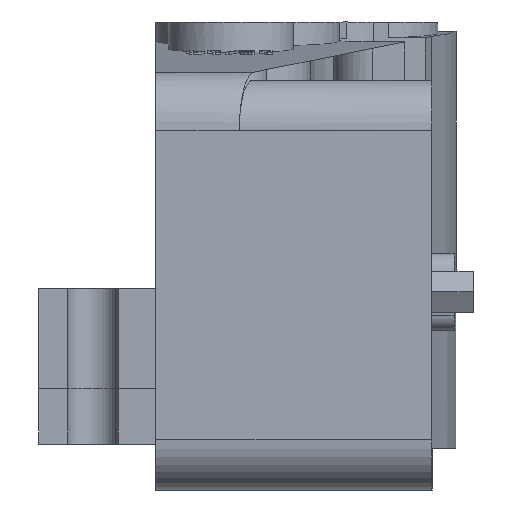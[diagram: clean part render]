
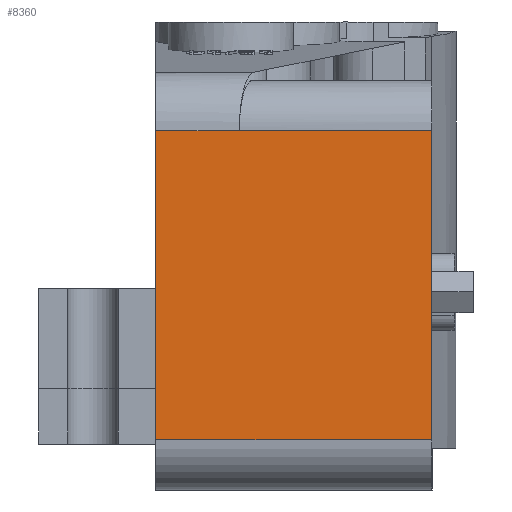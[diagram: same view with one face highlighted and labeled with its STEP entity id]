
A CAD part, left-side view. The second image highlights one B-rep face of the part: STEP entity #8360.
In plain terms, the highlighted planar face has unit normal (-1, 0, 0).
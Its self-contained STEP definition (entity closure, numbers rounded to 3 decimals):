
#6762=CARTESIAN_POINT('',(-133.2,-10.,43.0));
#6763=VERTEX_POINT('',#6762);
#8054=CARTESIAN_POINT('',(-133.2,0.0,6.));
#8055=VERTEX_POINT('',#8054);
#8063=CARTESIAN_POINT('',(-133.2,0.0,43.));
#8064=VERTEX_POINT('',#8063);
#8065=CARTESIAN_POINT('',(-133.2,0.0,6.));
#8066=DIRECTION('',(0.0,0.0,1.0));
#8067=VECTOR('',#8066,37.);
#8068=LINE('',#8065,#8067);
#8069=EDGE_CURVE('',#8055,#8064,#8068,.T.);
#8215=CARTESIAN_POINT('',(-133.2,-33.0,43.));
#8216=VERTEX_POINT('',#8215);
#8217=CARTESIAN_POINT('',(-133.2,-10.,43.));
#8218=DIRECTION('',(0.0,-1.0,0.0));
#8219=VECTOR('',#8218,23.);
#8220=LINE('',#8217,#8219);
#8221=EDGE_CURVE('',#6763,#8216,#8220,.T.);
#8271=CARTESIAN_POINT('',(-133.2,-33.0,6.));
#8272=VERTEX_POINT('',#8271);
#8273=CARTESIAN_POINT('',(-133.2,-33.0,6.));
#8274=DIRECTION('',(0.0,0.0,1.0));
#8275=VECTOR('',#8274,37.);
#8276=LINE('',#8273,#8275);
#8277=EDGE_CURVE('',#8272,#8216,#8276,.T.);
#8338=CARTESIAN_POINT('',(-133.2,0.0,6.));
#8339=DIRECTION('',(-1.0,0.0,0.0));
#8340=DIRECTION('',(0.0,0.0,1.0));
#8341=AXIS2_PLACEMENT_3D('',#8338,#8339,#8340);
#8342=PLANE('',#8341);
#8343=ORIENTED_EDGE('',*,*,#8277,.T.);
#8344=ORIENTED_EDGE('',*,*,#8221,.F.);
#8345=CARTESIAN_POINT('',(-133.2,0.0,43.));
#8346=DIRECTION('',(0.0,-1.0,0.0));
#8347=VECTOR('',#8346,10.);
#8348=LINE('',#8345,#8347);
#8349=EDGE_CURVE('',#8064,#6763,#8348,.T.);
#8350=ORIENTED_EDGE('',*,*,#8349,.F.);
#8351=ORIENTED_EDGE('',*,*,#8069,.F.);
#8352=CARTESIAN_POINT('',(-133.2,0.0,6.));
#8353=DIRECTION('',(0.0,-1.0,0.0));
#8354=VECTOR('',#8353,33.0);
#8355=LINE('',#8352,#8354);
#8356=EDGE_CURVE('',#8055,#8272,#8355,.T.);
#8357=ORIENTED_EDGE('',*,*,#8356,.T.);
#8358=EDGE_LOOP('',(#8343,#8344,#8350,#8351,#8357));
#8359=FACE_OUTER_BOUND('',#8358,.T.);
#8360=ADVANCED_FACE('',(#8359),#8342,.T.);
